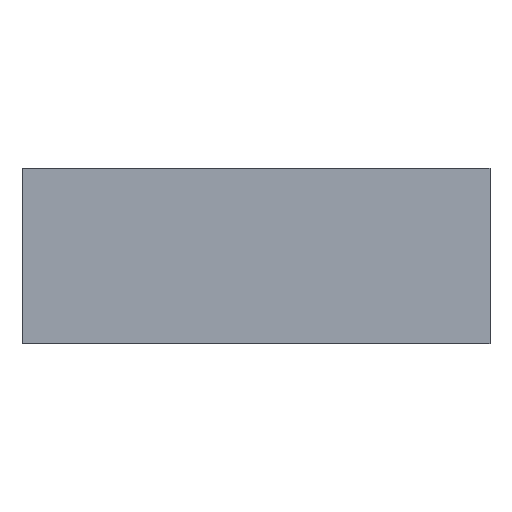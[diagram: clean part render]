
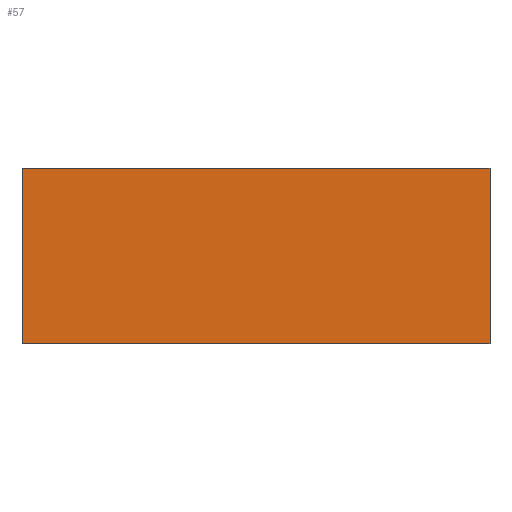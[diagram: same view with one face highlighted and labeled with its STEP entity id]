
A CAD part, top view. The second image highlights one B-rep face of the part: STEP entity #57.
In plain terms, the highlighted face is planar.
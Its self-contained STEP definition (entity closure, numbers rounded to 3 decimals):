
#57 = ADVANCED_FACE( '', ( #105 ), #106, .F. );
#105 = FACE_OUTER_BOUND( '', #148, .T. );
#106 = PLANE( '', #149 );
#148 = EDGE_LOOP( '', ( #224, #225, #226, #227 ) );
#149 = AXIS2_PLACEMENT_3D( '', #228, #229, #230 );
#224 = ORIENTED_EDGE( '', *, *, #275, .F. );
#225 = ORIENTED_EDGE( '', *, *, #281, .F. );
#226 = ORIENTED_EDGE( '', *, *, #272, .F. );
#227 = ORIENTED_EDGE( '', *, *, #255, .F. );
#228 = CARTESIAN_POINT( '', ( -38.1, -14.25, 0. ) );
#229 = DIRECTION( '', ( 0., 0., 1. ) );
#230 = DIRECTION( '', ( 1., 0., 0. ) );
#255 = EDGE_CURVE( '', #291, #293, #294, .T. );
#272 = EDGE_CURVE( '', #293, #319, #320, .T. );
#275 = EDGE_CURVE( '', #323, #291, #324, .T. );
#281 = EDGE_CURVE( '', #319, #323, #331, .T. );
#291 = VERTEX_POINT( '', #343 );
#293 = VERTEX_POINT( '', #346 );
#294 = LINE( '', #347, #348 );
#319 = VERTEX_POINT( '', #385 );
#320 = LINE( '', #386, #387 );
#323 = VERTEX_POINT( '', #391 );
#324 = LINE( '', #392, #393 );
#331 = LINE( '', #403, #404 );
#343 = CARTESIAN_POINT( '', ( -38.1, -14.25, 0. ) );
#346 = CARTESIAN_POINT( '', ( 38.1, -14.25, 0. ) );
#347 = CARTESIAN_POINT( '', ( -38.1, -14.25, 0. ) );
#348 = VECTOR( '', #412, 1000. );
#385 = CARTESIAN_POINT( '', ( 38.1, 14.25, 0. ) );
#386 = CARTESIAN_POINT( '', ( 38.1, -14.25, 0. ) );
#387 = VECTOR( '', #425, 1000. );
#391 = CARTESIAN_POINT( '', ( -38.1, 14.25, 0. ) );
#392 = CARTESIAN_POINT( '', ( -38.1, 14.25, 0. ) );
#393 = VECTOR( '', #427, 1000. );
#403 = CARTESIAN_POINT( '', ( 38.1, 14.25, 0. ) );
#404 = VECTOR( '', #431, 1000. );
#412 = DIRECTION( '', ( 1., 0., 0. ) );
#425 = DIRECTION( '', ( 0., 1., 0. ) );
#427 = DIRECTION( '', ( 0., -1., 0. ) );
#431 = DIRECTION( '', ( -1., 0., 0. ) );
